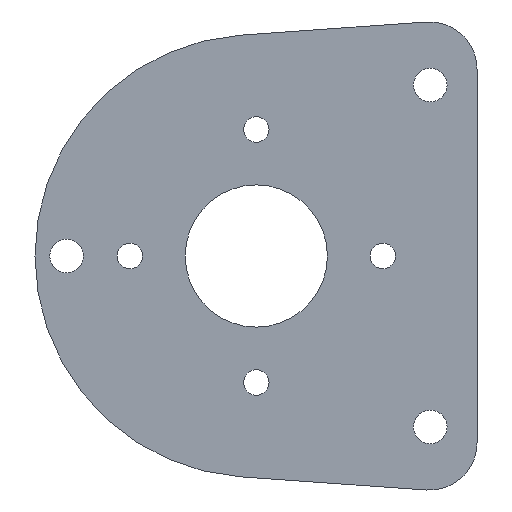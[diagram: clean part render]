
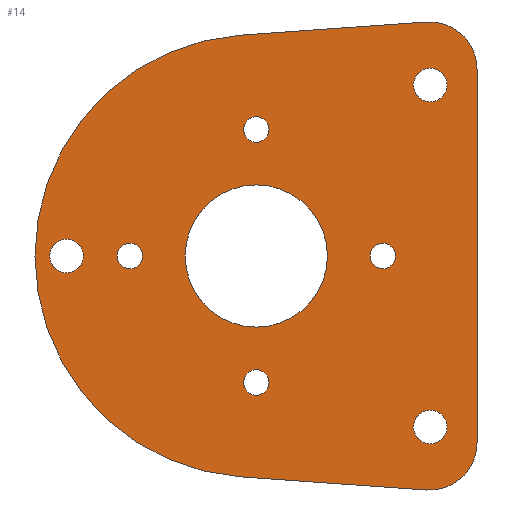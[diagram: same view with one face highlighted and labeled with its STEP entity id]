
A CAD part, front view. The second image highlights one B-rep face of the part: STEP entity #14.
In plain terms, the highlighted planar face has unit normal (0, -1, 0).
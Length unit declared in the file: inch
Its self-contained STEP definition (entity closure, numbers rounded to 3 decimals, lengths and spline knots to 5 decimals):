
#2 = CARTESIAN_POINT ( 'NONE',  ( -1., 0., 0.1005 ) ) ;
#4 = EDGE_LOOP ( 'NONE', ( #441 ) ) ;
#7 = VERTEX_POINT ( 'NONE', #177 ) ;
#9 = EDGE_LOOP ( 'NONE', ( #17 ) ) ;
#14 = ADVANCED_FACE ( 'NONE', ( #382, #343, #207, #546, #32, #81, #338, #345, #299 ), #114, .T. ) ;
#16 = CARTESIAN_POINT ( 'NONE',  ( 0., 0., -1. ) ) ;
#17 = ORIENTED_EDGE ( 'NONE', *, *, #384, .T. ) ;
#25 = VERTEX_POINT ( 'NONE', #73 ) ;
#29 = EDGE_LOOP ( 'NONE', ( #329, #210, #245, #370, #241, #290 ) ) ;
#32 = FACE_BOUND ( 'NONE', #537, .T. ) ;
#35 = CARTESIAN_POINT ( 'NONE',  ( -1., 0., 0. ) ) ;
#37 = EDGE_CURVE ( 'NONE', #445, #469, #253, .T. ) ;
#39 = CARTESIAN_POINT ( 'NONE',  ( 0., 0., 1.1005 ) ) ;
#42 = EDGE_LOOP ( 'NONE', ( #148 ) ) ;
#46 = DIRECTION ( 'NONE',  ( 0., 1., 0. ) ) ;
#56 = EDGE_CURVE ( 'NONE', #174, #174, #303, .T. ) ;
#57 = CARTESIAN_POINT ( 'NONE',  ( 1., 0., 0. ) ) ;
#58 = DIRECTION ( 'NONE',  ( 0., 0., 1. ) ) ;
#63 = CARTESIAN_POINT ( 'NONE',  ( 0., 0., 0. ) ) ;
#65 = EDGE_CURVE ( 'NONE', #419, #176, #554, .T. ) ;
#67 = ORIENTED_EDGE ( 'NONE', *, *, #357, .T. ) ;
#73 = CARTESIAN_POINT ( 'NONE',  ( -0.12418, 0., 1.74559 ) ) ;
#74 = AXIS2_PLACEMENT_3D ( 'NONE', #122, #431, #344 ) ;
#77 = DIRECTION ( 'NONE',  ( 0., 1., 0. ) ) ;
#78 = DIRECTION ( 'NONE',  ( 0., 0., 1. ) ) ;
#81 = FACE_BOUND ( 'NONE', #529, .T. ) ;
#82 = CIRCLE ( 'NONE', #153, 0.1005 ) ;
#86 = CARTESIAN_POINT ( 'NONE',  ( 0., 0., 0.56225 ) ) ;
#87 = CARTESIAN_POINT ( 'NONE',  ( 0., 0., 0. ) ) ;
#100 = DIRECTION ( 'NONE',  ( 0., 0., 1. ) ) ;
#103 = VERTEX_POINT ( 'NONE', #354 ) ;
#106 = AXIS2_PLACEMENT_3D ( 'NONE', #87, #444, #232 ) ;
#109 = EDGE_LOOP ( 'NONE', ( #422 ) ) ;
#114 = PLANE ( 'NONE',  #427 ) ;
#120 = CARTESIAN_POINT ( 'NONE',  ( 1.34339, 0., -1.84999 ) ) ;
#121 = DIRECTION ( 'NONE',  ( 0., 1., 0. ) ) ;
#122 = CARTESIAN_POINT ( 'NONE',  ( 1.37, 0., -1.47593 ) ) ;
#123 = DIRECTION ( 'NONE',  ( 0., -1., 0. ) ) ;
#125 = AXIS2_PLACEMENT_3D ( 'NONE', #163, #77, #257 ) ;
#127 = CARTESIAN_POINT ( 'NONE',  ( -0.12418, 0., -1.74559 ) ) ;
#129 = VERTEX_POINT ( 'NONE', #312 ) ;
#130 = EDGE_CURVE ( 'NONE', #176, #25, #192, .T. ) ;
#133 = CARTESIAN_POINT ( 'NONE',  ( 1.37, 0., 1.47593 ) ) ;
#135 = AXIS2_PLACEMENT_3D ( 'NONE', #535, #328, #100 ) ;
#145 = CARTESIAN_POINT ( 'NONE',  ( -1.5, 0., 0. ) ) ;
#148 = ORIENTED_EDGE ( 'NONE', *, *, #212, .T. ) ;
#153 = AXIS2_PLACEMENT_3D ( 'NONE', #16, #324, #240 ) ;
#156 = CARTESIAN_POINT ( 'NONE',  ( 3.38128, 0., 1.99496 ) ) ;
#157 = CARTESIAN_POINT ( 'NONE',  ( 3.5232, 0., 0. ) ) ;
#163 = CARTESIAN_POINT ( 'NONE',  ( 1.375, 0., 1.35097 ) ) ;
#164 = CARTESIAN_POINT ( 'NONE',  ( 3.38128, 0., -1.99496 ) ) ;
#166 = CARTESIAN_POINT ( 'NONE',  ( 0., 0., -0.8995 ) ) ;
#170 = VECTOR ( 'NONE', #479, 39.37008 ) ;
#174 = VERTEX_POINT ( 'NONE', #2 ) ;
#176 = VERTEX_POINT ( 'NONE', #127 ) ;
#177 = CARTESIAN_POINT ( 'NONE',  ( 1.375, 0., -1.21797 ) ) ;
#179 = ORIENTED_EDGE ( 'NONE', *, *, #346, .T. ) ;
#182 = CARTESIAN_POINT ( 'NONE',  ( 0., 0., 1. ) ) ;
#184 = AXIS2_PLACEMENT_3D ( 'NONE', #182, #46, #527 ) ;
#192 = CIRCLE ( 'NONE', #106, 1.75 ) ;
#193 = EDGE_CURVE ( 'NONE', #469, #103, #472, .T. ) ;
#206 = CIRCLE ( 'NONE', #74, 0.375 ) ;
#207 = FACE_BOUND ( 'NONE', #4, .T. ) ;
#210 = ORIENTED_EDGE ( 'NONE', *, *, #508, .T. ) ;
#212 = EDGE_CURVE ( 'NONE', #316, #316, #387, .T. ) ;
#213 = DIRECTION ( 'NONE',  ( 0., 0., 1. ) ) ;
#231 = VERTEX_POINT ( 'NONE', #86 ) ;
#232 = DIRECTION ( 'NONE',  ( 0., 0., 1. ) ) ;
#240 = DIRECTION ( 'NONE',  ( 0., 0., 1. ) ) ;
#241 = ORIENTED_EDGE ( 'NONE', *, *, #460, .F. ) ;
#242 = AXIS2_PLACEMENT_3D ( 'NONE', #133, #271, #393 ) ;
#243 = CIRCLE ( 'NONE', #135, 0.133 ) ;
#245 = ORIENTED_EDGE ( 'NONE', *, *, #37, .T. ) ;
#250 = ORIENTED_EDGE ( 'NONE', *, *, #341, .T. ) ;
#253 = LINE ( 'NONE', #435, #259 ) ;
#255 = CARTESIAN_POINT ( 'NONE',  ( 1.745, 0., -1.47593 ) ) ;
#257 = DIRECTION ( 'NONE',  ( 0., 0., 1. ) ) ;
#259 = VECTOR ( 'NONE', #78, 39.37008 ) ;
#267 = VERTEX_POINT ( 'NONE', #166 ) ;
#270 = CARTESIAN_POINT ( 'NONE',  ( 1.375, 0., 1.48397 ) ) ;
#271 = DIRECTION ( 'NONE',  ( 0., -1., 0. ) ) ;
#278 = EDGE_CURVE ( 'NONE', #267, #267, #82, .T. ) ;
#287 = DIRECTION ( 'NONE',  ( 0., 1., 0. ) ) ;
#290 = ORIENTED_EDGE ( 'NONE', *, *, #130, .F. ) ;
#299 = FACE_BOUND ( 'NONE', #325, .T. ) ;
#302 = VERTEX_POINT ( 'NONE', #482 ) ;
#303 = CIRCLE ( 'NONE', #361, 0.1005 ) ;
#312 = CARTESIAN_POINT ( 'NONE',  ( 1., 0., 0.1005 ) ) ;
#315 = CIRCLE ( 'NONE', #371, 0.133 ) ;
#316 = VERTEX_POINT ( 'NONE', #39 ) ;
#319 = DIRECTION ( 'NONE',  ( 0., 1., 0. ) ) ;
#324 = DIRECTION ( 'NONE',  ( 0., 1., 0. ) ) ;
#325 = EDGE_LOOP ( 'NONE', ( #250 ) ) ;
#328 = DIRECTION ( 'NONE',  ( 0., 1., 0. ) ) ;
#329 = ORIENTED_EDGE ( 'NONE', *, *, #65, .F. ) ;
#335 = DIRECTION ( 'NONE',  ( 0., 0., -1. ) ) ;
#338 = FACE_BOUND ( 'NONE', #109, .T. ) ;
#341 = EDGE_CURVE ( 'NONE', #302, #302, #315, .T. ) ;
#343 = FACE_BOUND ( 'NONE', #505, .T. ) ;
#344 = DIRECTION ( 'NONE',  ( 0., 0., -1. ) ) ;
#345 = FACE_BOUND ( 'NONE', #9, .T. ) ;
#346 = EDGE_CURVE ( 'NONE', #231, #231, #352, .T. ) ;
#350 = VECTOR ( 'NONE', #385, 39.37008 ) ;
#352 = CIRCLE ( 'NONE', #417, 0.56225 ) ;
#354 = CARTESIAN_POINT ( 'NONE',  ( 1.34339, 0., 1.84999 ) ) ;
#356 = VERTEX_POINT ( 'NONE', #270 ) ;
#357 = EDGE_CURVE ( 'NONE', #129, #129, #489, .T. ) ;
#361 = AXIS2_PLACEMENT_3D ( 'NONE', #35, #121, #213 ) ;
#370 = ORIENTED_EDGE ( 'NONE', *, *, #193, .T. ) ;
#371 = AXIS2_PLACEMENT_3D ( 'NONE', #145, #287, #461 ) ;
#382 = FACE_OUTER_BOUND ( 'NONE', #29, .T. ) ;
#384 = EDGE_CURVE ( 'NONE', #7, #7, #243, .T. ) ;
#385 = DIRECTION ( 'NONE',  ( 0.997, 0., 0.071 ) ) ;
#387 = CIRCLE ( 'NONE', #184, 0.1005 ) ;
#393 = DIRECTION ( 'NONE',  ( 0., 0., -1. ) ) ;
#417 = AXIS2_PLACEMENT_3D ( 'NONE', #63, #418, #456 ) ;
#418 = DIRECTION ( 'NONE',  ( 0., 1., 0. ) ) ;
#419 = VERTEX_POINT ( 'NONE', #120 ) ;
#422 = ORIENTED_EDGE ( 'NONE', *, *, #499, .T. ) ;
#427 = AXIS2_PLACEMENT_3D ( 'NONE', #157, #123, #335 ) ;
#431 = DIRECTION ( 'NONE',  ( 0., -1., 0. ) ) ;
#435 = CARTESIAN_POINT ( 'NONE',  ( 1.745, 0., 1.87856 ) ) ;
#441 = ORIENTED_EDGE ( 'NONE', *, *, #56, .T. ) ;
#443 = AXIS2_PLACEMENT_3D ( 'NONE', #57, #319, #58 ) ;
#444 = DIRECTION ( 'NONE',  ( 0., 1., 0. ) ) ;
#445 = VERTEX_POINT ( 'NONE', #255 ) ;
#451 = ORIENTED_EDGE ( 'NONE', *, *, #278, .T. ) ;
#456 = DIRECTION ( 'NONE',  ( 0., 0., 1. ) ) ;
#460 = EDGE_CURVE ( 'NONE', #25, #103, #545, .T. ) ;
#461 = DIRECTION ( 'NONE',  ( 0., 0., 1. ) ) ;
#469 = VERTEX_POINT ( 'NONE', #550 ) ;
#472 = CIRCLE ( 'NONE', #242, 0.375 ) ;
#479 = DIRECTION ( 'NONE',  ( -0.997, 0., 0.071 ) ) ;
#482 = CARTESIAN_POINT ( 'NONE',  ( -1.5, 0., 0.133 ) ) ;
#489 = CIRCLE ( 'NONE', #443, 0.1005 ) ;
#499 = EDGE_CURVE ( 'NONE', #356, #356, #544, .T. ) ;
#505 = EDGE_LOOP ( 'NONE', ( #179 ) ) ;
#508 = EDGE_CURVE ( 'NONE', #419, #445, #206, .T. ) ;
#527 = DIRECTION ( 'NONE',  ( 0., 0., 1. ) ) ;
#529 = EDGE_LOOP ( 'NONE', ( #451 ) ) ;
#535 = CARTESIAN_POINT ( 'NONE',  ( 1.375, 0., -1.35097 ) ) ;
#537 = EDGE_LOOP ( 'NONE', ( #67 ) ) ;
#544 = CIRCLE ( 'NONE', #125, 0.133 ) ;
#545 = LINE ( 'NONE', #156, #350 ) ;
#546 = FACE_BOUND ( 'NONE', #42, .T. ) ;
#550 = CARTESIAN_POINT ( 'NONE',  ( 1.745, 0., 1.47593 ) ) ;
#554 = LINE ( 'NONE', #164, #170 ) ;
